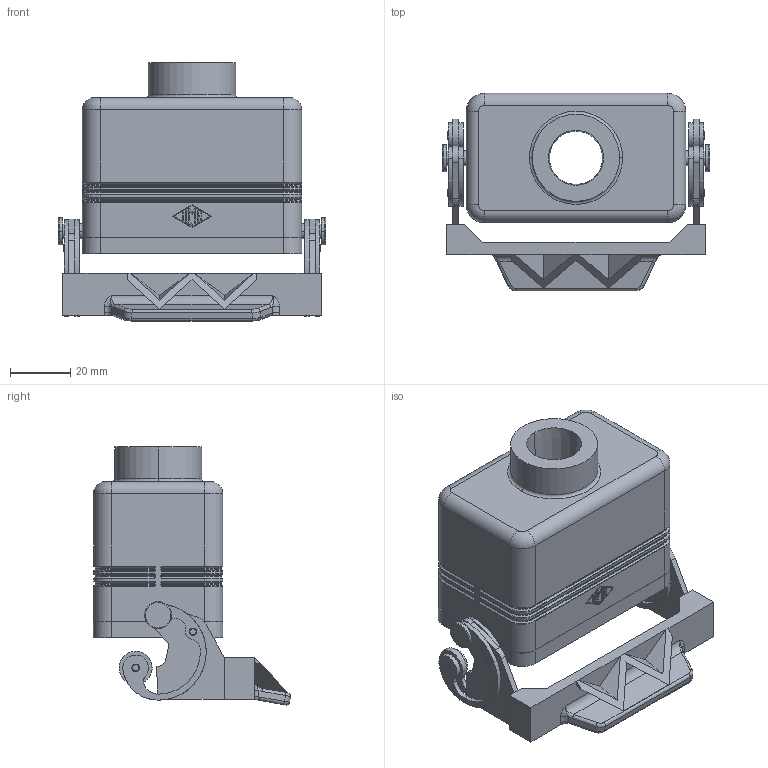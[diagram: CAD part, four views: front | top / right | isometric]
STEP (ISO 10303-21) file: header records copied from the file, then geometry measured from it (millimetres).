
FILE_DESCRIPTION(('Creo Elements/Direct Modeling STEP Export'),'2;1');
FILE_NAME('CHVT_10_4_LG.stp','2012-12-19T 9:52:42',(''),(''),'Creo Elements/Direct Modeling STEP processor for AP214 (Solid Model)','Creo Elements/Direct Modeling 18.0B 02-Dec-2011 (C) Parametric Technology GmbH','');
FILE_SCHEMA(('AUTOMOTIVE_DESIGN { 1 0 10303 214 1 1 1 1 }'));
Length unit declared in the file: millimetre
Products named in the file (1): MSBO12443
Bounding box: 89 x 65.64 x 85.87 mm (x, y, z)
Volume: 76596.4 mm3; surface area: 39041.2 mm2
Topology: 1 solids, 3 shells, 631 faces, 1587 edges, 976 vertices
Faces by surface type: plane 264, cylinder 211, torus 78, cone 38, bspline 36, revolution 4
Entity records: 25052 total; most frequent: CARTESIAN_POINT 5320, ORIENTED_EDGE 3144, DIRECTION 3055, EDGE_CURVE 1572, AXIS2_PLACEMENT_3D 1105, VERTEX_POINT 976, VECTOR 841, LINE 841
